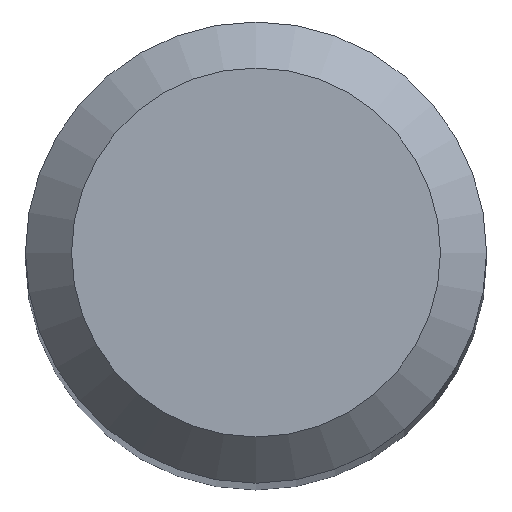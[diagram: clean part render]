
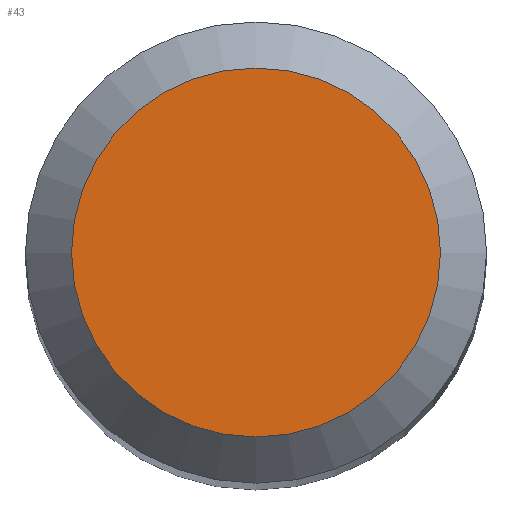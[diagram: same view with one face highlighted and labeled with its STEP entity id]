
A CAD part, top view. The second image highlights one B-rep face of the part: STEP entity #43.
In plain terms, the highlighted planar face has unit normal (0, 0, 1).
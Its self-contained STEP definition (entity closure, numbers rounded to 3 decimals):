
#4 = EDGE_LOOP ( 'NONE', ( #120 ) ) ;
#43 = ADVANCED_FACE ( 'NONE', ( #148 ), #48, .F. ) ;
#47 = AXIS2_PLACEMENT_3D ( 'NONE', #168, #205, #224 ) ;
#48 = PLANE ( 'NONE',  #47 ) ;
#80 = AXIS2_PLACEMENT_3D ( 'NONE', #192, #83, #228 ) ;
#83 = DIRECTION ( 'NONE',  ( 0., 0., -1. ) ) ;
#120 = ORIENTED_EDGE ( 'NONE', *, *, #159, .F. ) ;
#137 = CIRCLE ( 'NONE', #80, 1.2 ) ;
#148 = FACE_OUTER_BOUND ( 'NONE', #4, .T. ) ;
#152 = CARTESIAN_POINT ( 'NONE',  ( 0., 1.2, 38. ) ) ;
#159 = EDGE_CURVE ( 'NONE', #171, #171, #137, .T. ) ;
#168 = CARTESIAN_POINT ( 'NONE',  ( 0., 0., 38. ) ) ;
#171 = VERTEX_POINT ( 'NONE', #152 ) ;
#192 = CARTESIAN_POINT ( 'NONE',  ( 0., 0., 38. ) ) ;
#205 = DIRECTION ( 'NONE',  ( 0., 0., -1. ) ) ;
#224 = DIRECTION ( 'NONE',  ( 0., 1., 0. ) ) ;
#228 = DIRECTION ( 'NONE',  ( 0., 1., 0. ) ) ;
